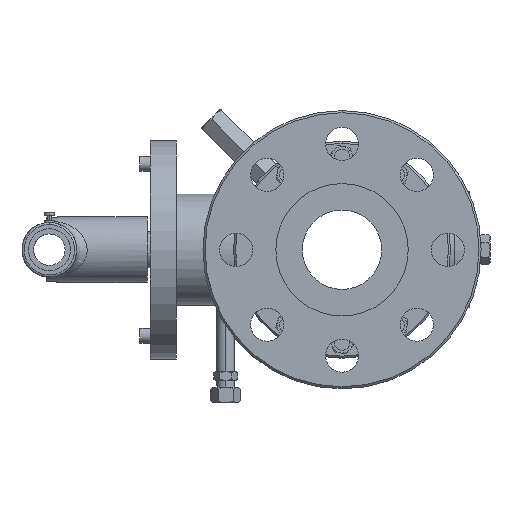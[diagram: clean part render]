
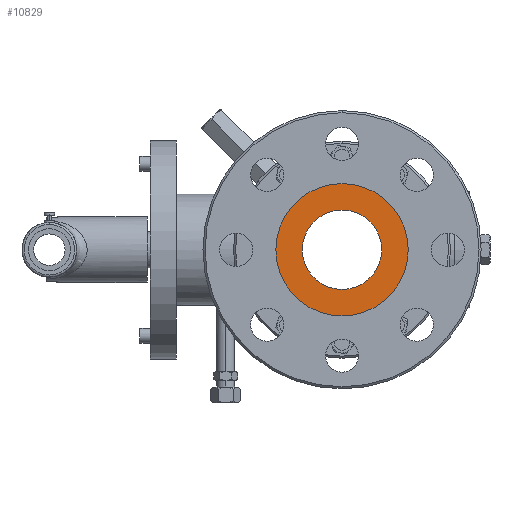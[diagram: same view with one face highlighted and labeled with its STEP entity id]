
A CAD part, left-side view. The second image highlights one B-rep face of the part: STEP entity #10829.
In plain terms, the highlighted planar face has unit normal (-1, 0, 0).
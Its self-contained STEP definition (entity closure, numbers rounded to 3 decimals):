
#207 = DIRECTION ( 'NONE',  ( 0., 0., -1. ) ) ;
#2844 = CARTESIAN_POINT ( 'NONE',  ( -235., 0., -63.5 ) ) ;
#3956 = AXIS2_PLACEMENT_3D ( 'NONE', #8776, #27754, #6430 ) ;
#4249 = EDGE_CURVE ( 'NONE', #4611, #27969, #20858, .T. ) ;
#4611 = VERTEX_POINT ( 'NONE', #28493 ) ;
#6430 = DIRECTION ( 'NONE',  ( 0., 0., -1. ) ) ;
#6668 = DIRECTION ( 'NONE',  ( 0., 0., -1. ) ) ;
#8546 = DIRECTION ( 'NONE',  ( 0., 0., -1. ) ) ;
#8645 = CIRCLE ( 'NONE', #21072, 38.1 ) ;
#8776 = CARTESIAN_POINT ( 'NONE',  ( -235., 0., 0. ) ) ;
#9390 = EDGE_LOOP ( 'NONE', ( #13927, #27930 ) ) ;
#9957 = CIRCLE ( 'NONE', #12403, 63.5 ) ;
#10004 = EDGE_CURVE ( 'NONE', #27969, #4611, #8645, .T. ) ;
#10737 = DIRECTION ( 'NONE',  ( 1., 0., 0. ) ) ;
#10829 = ADVANCED_FACE ( 'NONE', ( #14472, #28670 ), #19176, .T. ) ;
#11375 = ORIENTED_EDGE ( 'NONE', *, *, #15584, .F. ) ;
#12210 = CARTESIAN_POINT ( 'NONE',  ( -235., 0., 63.5 ) ) ;
#12307 = CARTESIAN_POINT ( 'NONE',  ( -235., 0., 38.1 ) ) ;
#12403 = AXIS2_PLACEMENT_3D ( 'NONE', #15074, #10737, #24448 ) ;
#13927 = ORIENTED_EDGE ( 'NONE', *, *, #10004, .T. ) ;
#14123 = AXIS2_PLACEMENT_3D ( 'NONE', #26017, #19323, #207 ) ;
#14472 = FACE_OUTER_BOUND ( 'NONE', #30096, .T. ) ;
#15074 = CARTESIAN_POINT ( 'NONE',  ( -235., 0., 0. ) ) ;
#15440 = VERTEX_POINT ( 'NONE', #12210 ) ;
#15584 = EDGE_CURVE ( 'NONE', #15440, #26735, #9957, .T. ) ;
#16539 = CIRCLE ( 'NONE', #24989, 63.5 ) ;
#19176 = PLANE ( 'NONE',  #14123 ) ;
#19323 = DIRECTION ( 'NONE',  ( -1., 0., 0. ) ) ;
#20672 = CARTESIAN_POINT ( 'NONE',  ( -235., 0., 0. ) ) ;
#20826 = DIRECTION ( 'NONE',  ( 1., 0., 0. ) ) ;
#20858 = CIRCLE ( 'NONE', #3956, 38.1 ) ;
#21072 = AXIS2_PLACEMENT_3D ( 'NONE', #30336, #22865, #8546 ) ;
#22865 = DIRECTION ( 'NONE',  ( 1., 0., 0. ) ) ;
#24214 = ORIENTED_EDGE ( 'NONE', *, *, #30108, .F. ) ;
#24448 = DIRECTION ( 'NONE',  ( 0., 0., -1. ) ) ;
#24989 = AXIS2_PLACEMENT_3D ( 'NONE', #20672, #20826, #6668 ) ;
#26017 = CARTESIAN_POINT ( 'NONE',  ( -235., 0., 0. ) ) ;
#26735 = VERTEX_POINT ( 'NONE', #2844 ) ;
#27754 = DIRECTION ( 'NONE',  ( 1., 0., 0. ) ) ;
#27930 = ORIENTED_EDGE ( 'NONE', *, *, #4249, .T. ) ;
#27969 = VERTEX_POINT ( 'NONE', #12307 ) ;
#28493 = CARTESIAN_POINT ( 'NONE',  ( -235., 0., -38.1 ) ) ;
#28670 = FACE_BOUND ( 'NONE', #9390, .T. ) ;
#30096 = EDGE_LOOP ( 'NONE', ( #11375, #24214 ) ) ;
#30108 = EDGE_CURVE ( 'NONE', #26735, #15440, #16539, .T. ) ;
#30336 = CARTESIAN_POINT ( 'NONE',  ( -235., 0., 0. ) ) ;
